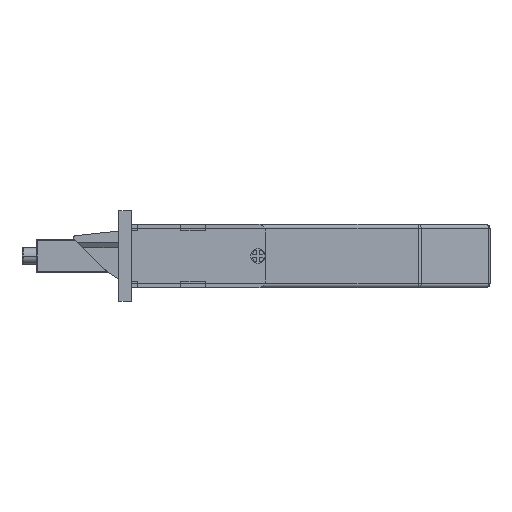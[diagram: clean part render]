
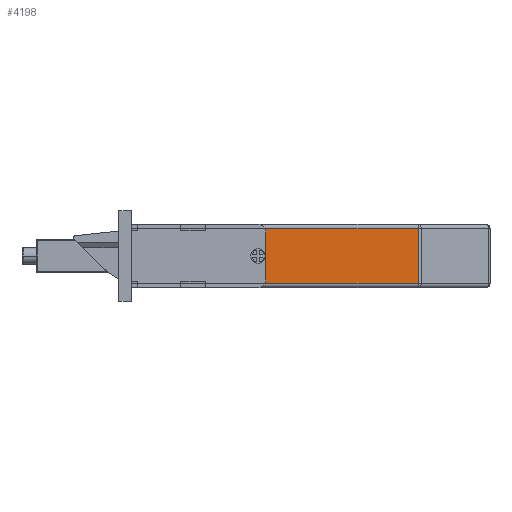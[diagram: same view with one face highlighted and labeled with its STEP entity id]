
A CAD part, front view. The second image highlights one B-rep face of the part: STEP entity #4198.
In plain terms, the highlighted planar face has unit normal (0, -1, 0).
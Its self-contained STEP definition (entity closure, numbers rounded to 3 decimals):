
#24 = LINE ( 'NONE', #3269, #3868 ) ;
#46 = FACE_OUTER_BOUND ( 'NONE', #10138, .T. ) ;
#93 = VERTEX_POINT ( 'NONE', #6232 ) ;
#193 = ORIENTED_EDGE ( 'NONE', *, *, #6094, .T. ) ;
#217 = VERTEX_POINT ( 'NONE', #3183 ) ;
#386 = CARTESIAN_POINT ( 'NONE',  ( 84., -14.7, -0.75 ) ) ;
#458 = AXIS2_PLACEMENT_3D ( 'NONE', #1568, #8134, #814 ) ;
#459 = DIRECTION ( 'NONE',  ( 0., 0., 1. ) ) ;
#783 = PLANE ( 'NONE',  #1893 ) ;
#814 = DIRECTION ( 'NONE',  ( 0., 0., -1. ) ) ;
#1114 = ORIENTED_EDGE ( 'NONE', *, *, #5941, .T. ) ;
#1568 = CARTESIAN_POINT ( 'NONE',  ( 44.75, -14.7, 6. ) ) ;
#1595 = LINE ( 'NONE', #3935, #1879 ) ;
#1852 = ORIENTED_EDGE ( 'NONE', *, *, #6080, .F. ) ;
#1879 = VECTOR ( 'NONE', #4844, 1000. ) ;
#1893 = AXIS2_PLACEMENT_3D ( 'NONE', #9661, #10408, #10519 ) ;
#2216 = EDGE_CURVE ( 'NONE', #7605, #93, #2727, .T. ) ;
#2246 = CIRCLE ( 'NONE', #2923, 1.75 ) ;
#2338 = ORIENTED_EDGE ( 'NONE', *, *, #2216, .T. ) ;
#2460 = ORIENTED_EDGE ( 'NONE', *, *, #7974, .F. ) ;
#2523 = CARTESIAN_POINT ( 'NONE',  ( 44.75, -14.7, 6. ) ) ;
#2525 = CARTESIAN_POINT ( 'NONE',  ( 14., -14.7, 12.75 ) ) ;
#2530 = CARTESIAN_POINT ( 'NONE',  ( 44.75, -14.7, 4.25 ) ) ;
#2544 = VERTEX_POINT ( 'NONE', #10096 ) ;
#2727 = LINE ( 'NONE', #386, #6901 ) ;
#2860 = VERTEX_POINT ( 'NONE', #2530 ) ;
#2923 = AXIS2_PLACEMENT_3D ( 'NONE', #2523, #8033, #4825 ) ;
#3183 = CARTESIAN_POINT ( 'NONE',  ( 44.75, -14.7, 7.75 ) ) ;
#3269 = CARTESIAN_POINT ( 'NONE',  ( 83.586, -14.7, -1.75 ) ) ;
#3551 = EDGE_LOOP ( 'NONE', ( #2460, #1852 ) ) ;
#3868 = VECTOR ( 'NONE', #9804, 1000. ) ;
#3935 = CARTESIAN_POINT ( 'NONE',  ( 14., -14.7, 12.75 ) ) ;
#4198 = ADVANCED_FACE ( 'NONE', ( #7091, #46 ), #783, .T. ) ;
#4825 = DIRECTION ( 'NONE',  ( 0., 0., -1. ) ) ;
#4844 = DIRECTION ( 'NONE',  ( -1., 0., 0. ) ) ;
#5102 = CARTESIAN_POINT ( 'NONE',  ( 14., -14.7, -0.75 ) ) ;
#5469 = VECTOR ( 'NONE', #459, 1000. ) ;
#5647 = VERTEX_POINT ( 'NONE', #2525 ) ;
#5941 = EDGE_CURVE ( 'NONE', #2544, #5647, #1595, .T. ) ;
#6080 = EDGE_CURVE ( 'NONE', #217, #2860, #8643, .T. ) ;
#6094 = EDGE_CURVE ( 'NONE', #93, #2544, #24, .T. ) ;
#6232 = CARTESIAN_POINT ( 'NONE',  ( 83.586, -14.7, -0.75 ) ) ;
#6901 = VECTOR ( 'NONE', #6959, 1000. ) ;
#6959 = DIRECTION ( 'NONE',  ( 1., 0., 0. ) ) ;
#7085 = LINE ( 'NONE', #7832, #5469 ) ;
#7091 = FACE_BOUND ( 'NONE', #3551, .T. ) ;
#7605 = VERTEX_POINT ( 'NONE', #5102 ) ;
#7832 = CARTESIAN_POINT ( 'NONE',  ( 14., -14.7, -1.75 ) ) ;
#7974 = EDGE_CURVE ( 'NONE', #2860, #217, #2246, .T. ) ;
#8033 = DIRECTION ( 'NONE',  ( 0., -1., 0. ) ) ;
#8134 = DIRECTION ( 'NONE',  ( 0., -1., 0. ) ) ;
#8643 = CIRCLE ( 'NONE', #458, 1.75 ) ;
#9348 = ORIENTED_EDGE ( 'NONE', *, *, #10556, .F. ) ;
#9661 = CARTESIAN_POINT ( 'NONE',  ( 14., -14.7, -1.75 ) ) ;
#9804 = DIRECTION ( 'NONE',  ( 0., 0., 1. ) ) ;
#10096 = CARTESIAN_POINT ( 'NONE',  ( 83.586, -14.7, 12.75 ) ) ;
#10138 = EDGE_LOOP ( 'NONE', ( #9348, #2338, #193, #1114 ) ) ;
#10408 = DIRECTION ( 'NONE',  ( 0., -1., 0. ) ) ;
#10519 = DIRECTION ( 'NONE',  ( 1., 0., 0. ) ) ;
#10556 = EDGE_CURVE ( 'NONE', #7605, #5647, #7085, .T. ) ;
